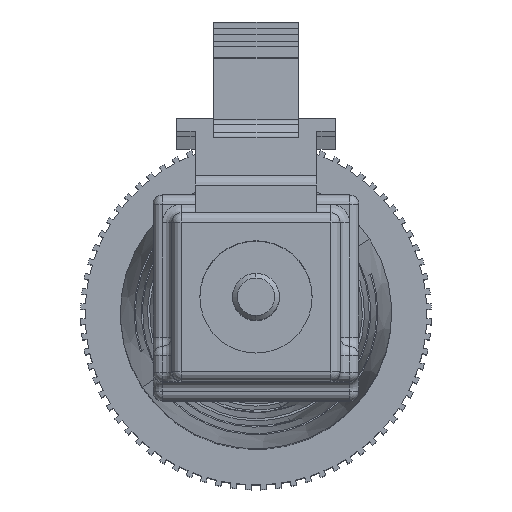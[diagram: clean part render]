
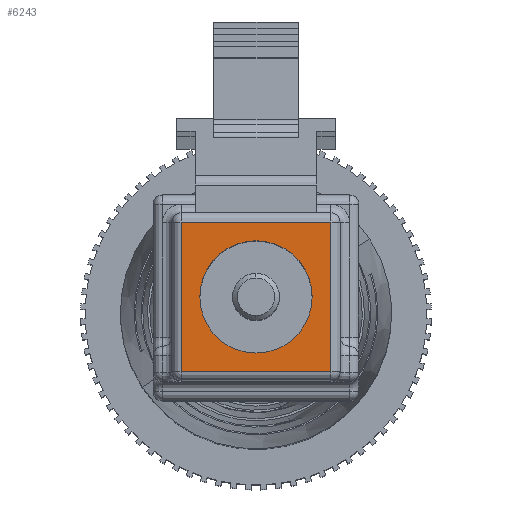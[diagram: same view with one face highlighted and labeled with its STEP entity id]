
A CAD part, top view. The second image highlights one B-rep face of the part: STEP entity #6243.
In plain terms, the highlighted face is planar.
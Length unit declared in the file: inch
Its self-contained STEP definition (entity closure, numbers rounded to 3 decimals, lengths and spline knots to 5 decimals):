
#310 = VERTEX_POINT ( 'NONE', #4212 ) ;
#632 = VECTOR ( 'NONE', #16182, 39.37008 ) ;
#1057 = CARTESIAN_POINT ( 'NONE',  ( 0., 0., 0. ) ) ;
#1063 = LINE ( 'NONE', #10903, #17826 ) ;
#1334 = CARTESIAN_POINT ( 'NONE',  ( 0.08, 0., -0.08 ) ) ;
#1822 = VERTEX_POINT ( 'NONE', #9007 ) ;
#3065 = AXIS2_PLACEMENT_3D ( 'NONE', #1057, #16060, #4575 ) ;
#3079 = EDGE_CURVE ( 'NONE', #19800, #6472, #21018, .T. ) ;
#3225 = ORIENTED_EDGE ( 'NONE', *, *, #20856, .T. ) ;
#3877 = EDGE_CURVE ( 'NONE', #5637, #6027, #7899, .T. ) ;
#4086 = CARTESIAN_POINT ( 'NONE',  ( 0.09, 0., 0.09 ) ) ;
#4212 = CARTESIAN_POINT ( 'NONE',  ( 0.08, 0., 0.08 ) ) ;
#4575 = DIRECTION ( 'NONE',  ( 0., 0., -1. ) ) ;
#4697 = DIRECTION ( 'NONE',  ( 0., 0., 1. ) ) ;
#4954 = CARTESIAN_POINT ( 'NONE',  ( 0., 0., 0. ) ) ;
#5026 = EDGE_LOOP ( 'NONE', ( #3225, #7100, #9954, #18399 ) ) ;
#5637 = VERTEX_POINT ( 'NONE', #19260 ) ;
#6027 = VERTEX_POINT ( 'NONE', #1334 ) ;
#6243 = ADVANCED_FACE ( 'Face3', ( #10720, #9119 ), #7503, .T. ) ;
#6472 = VERTEX_POINT ( 'NONE', #19136 ) ;
#6961 = VECTOR ( 'NONE', #20965, 39.37008 ) ;
#7100 = ORIENTED_EDGE ( 'NONE', *, *, #11418, .T. ) ;
#7503 = PLANE ( 'NONE',  #14274 ) ;
#7899 = LINE ( 'NONE', #17672, #6961 ) ;
#8496 = DIRECTION ( 'NONE',  ( -1., 0., 0. ) ) ;
#8657 = AXIS2_PLACEMENT_3D ( 'NONE', #4954, #12803, #21126 ) ;
#8733 = EDGE_CURVE ( 'NONE', #1822, #5637, #17783, .T. ) ;
#9007 = CARTESIAN_POINT ( 'NONE',  ( -0.08, 0., 0.08 ) ) ;
#9119 = FACE_BOUND ( 'NONE', #15876, .T. ) ;
#9619 = CARTESIAN_POINT ( 'NONE',  ( -0.08, 0., -0.09 ) ) ;
#9954 = ORIENTED_EDGE ( 'NONE', *, *, #8733, .T. ) ;
#10104 = CARTESIAN_POINT ( 'NONE',  ( -0.09, 0., 0.08 ) ) ;
#10328 = CARTESIAN_POINT ( 'NONE',  ( 0., 0., 0.06 ) ) ;
#10665 = ORIENTED_EDGE ( 'NONE', *, *, #18344, .F. ) ;
#10720 = FACE_OUTER_BOUND ( 'NONE', #5026, .T. ) ;
#10903 = CARTESIAN_POINT ( 'NONE',  ( 0.08, 0., 0.09 ) ) ;
#11418 = EDGE_CURVE ( 'NONE', #310, #1822, #13651, .T. ) ;
#12803 = DIRECTION ( 'NONE',  ( 0., -1., 0. ) ) ;
#13651 = LINE ( 'NONE', #10104, #13851 ) ;
#13851 = VECTOR ( 'NONE', #8496, 39.37008 ) ;
#14274 = AXIS2_PLACEMENT_3D ( 'NONE', #4086, #18893, #17173 ) ;
#15876 = EDGE_LOOP ( 'NONE', ( #10665, #20054 ) ) ;
#16060 = DIRECTION ( 'NONE',  ( 0., -1., 0. ) ) ;
#16182 = DIRECTION ( 'NONE',  ( 0., 0., -1. ) ) ;
#17173 = DIRECTION ( 'NONE',  ( 0., 0., -1. ) ) ;
#17672 = CARTESIAN_POINT ( 'NONE',  ( 0.09, 0., -0.08 ) ) ;
#17783 = LINE ( 'NONE', #9619, #632 ) ;
#17826 = VECTOR ( 'NONE', #4697, 39.37008 ) ;
#18344 = EDGE_CURVE ( 'NONE', #6472, #19800, #18492, .T. ) ;
#18399 = ORIENTED_EDGE ( 'NONE', *, *, #3877, .T. ) ;
#18492 = CIRCLE ( 'NONE', #3065, 0.06 ) ;
#18893 = DIRECTION ( 'NONE',  ( 0., -1., 0. ) ) ;
#19136 = CARTESIAN_POINT ( 'NONE',  ( 0., 0., -0.06 ) ) ;
#19260 = CARTESIAN_POINT ( 'NONE',  ( -0.08, 0., -0.08 ) ) ;
#19800 = VERTEX_POINT ( 'NONE', #10328 ) ;
#20054 = ORIENTED_EDGE ( 'NONE', *, *, #3079, .F. ) ;
#20856 = EDGE_CURVE ( 'NONE', #6027, #310, #1063, .T. ) ;
#20965 = DIRECTION ( 'NONE',  ( 1., 0., 0. ) ) ;
#21018 = CIRCLE ( 'NONE', #8657, 0.06 ) ;
#21126 = DIRECTION ( 'NONE',  ( 0., 0., -1. ) ) ;
